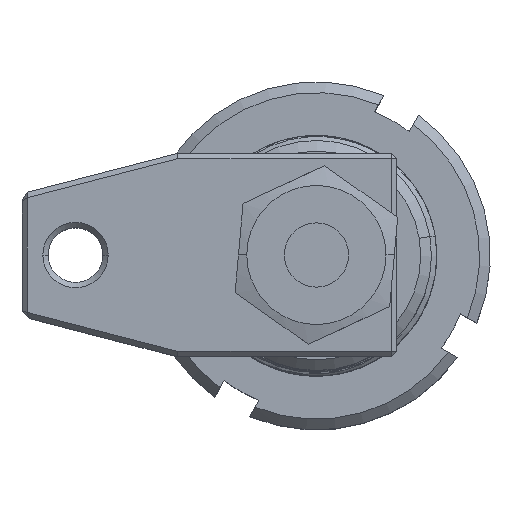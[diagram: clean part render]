
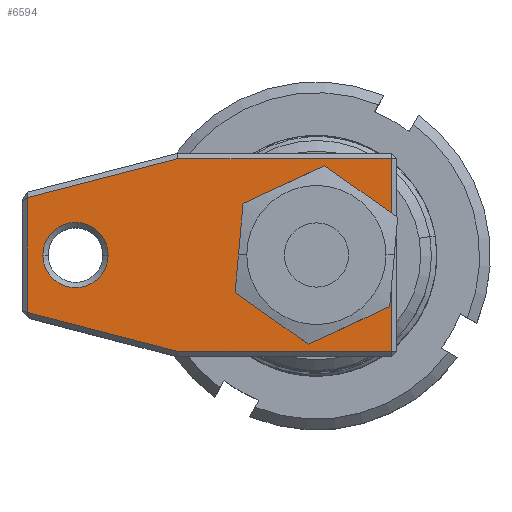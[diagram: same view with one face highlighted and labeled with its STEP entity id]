
A CAD part, top view. The second image highlights one B-rep face of the part: STEP entity #6594.
In plain terms, the highlighted planar face has unit normal (0, 0, 1).
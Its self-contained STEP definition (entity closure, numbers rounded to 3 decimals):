
#55 = VERTEX_POINT ( 'NONE', #4704 ) ;
#92 = EDGE_CURVE ( 'NONE', #55, #12431, #5437, .T. ) ;
#155 = PLANE ( 'NONE',  #9330 ) ;
#555 = VECTOR ( 'NONE', #10087, 1000. ) ;
#633 = AXIS2_PLACEMENT_3D ( 'NONE', #3850, #11748, #5005 ) ;
#889 = EDGE_CURVE ( 'NONE', #12572, #5461, #14063, .T. ) ;
#1246 = EDGE_LOOP ( 'NONE', ( #8645, #3991 ) ) ;
#1384 = VECTOR ( 'NONE', #6886, 1000. ) ;
#1442 = CARTESIAN_POINT ( 'NONE',  ( 20., 0., 19. ) ) ;
#1526 = DIRECTION ( 'NONE',  ( 1., 0., 0. ) ) ;
#1594 = DIRECTION ( 'NONE',  ( -0.968, -0.25, 0. ) ) ;
#2349 = VERTEX_POINT ( 'NONE', #12693 ) ;
#2586 = DIRECTION ( 'NONE',  ( 1., 0., 0. ) ) ;
#2632 = CARTESIAN_POINT ( 'NONE',  ( -5.872, 18., 19. ) ) ;
#2682 = DIRECTION ( 'NONE',  ( 0., -1., 0. ) ) ;
#2769 = CARTESIAN_POINT ( 'NONE',  ( -18.9, 0., 19. ) ) ;
#3147 = CARTESIAN_POINT ( 'NONE',  ( -5.749, -18.032, 19. ) ) ;
#3296 = CIRCLE ( 'NONE', #9630, 6.1 ) ;
#3505 = VERTEX_POINT ( 'NONE', #9468 ) ;
#3568 = DIRECTION ( 'NONE',  ( 0., 0., 1. ) ) ;
#3822 = CARTESIAN_POINT ( 'NONE',  ( -31.1, 0., 19. ) ) ;
#3827 = FACE_BOUND ( 'NONE', #12503, .T. ) ;
#3850 = CARTESIAN_POINT ( 'NONE',  ( 20., 0., 19. ) ) ;
#3991 = ORIENTED_EDGE ( 'NONE', *, *, #889, .T. ) ;
#4001 = AXIS2_PLACEMENT_3D ( 'NONE', #12310, #5578, #13430 ) ;
#4154 = EDGE_CURVE ( 'NONE', #2349, #5035, #5659, .T. ) ;
#4400 = LINE ( 'NONE', #4550, #1384 ) ;
#4463 = CARTESIAN_POINT ( 'NONE',  ( -6., 18., 19. ) ) ;
#4550 = CARTESIAN_POINT ( 'NONE',  ( 34., 19., 19. ) ) ;
#4704 = CARTESIAN_POINT ( 'NONE',  ( -5.872, -18., 19. ) ) ;
#4725 = VECTOR ( 'NONE', #2682, 1000. ) ;
#5005 = DIRECTION ( 'NONE',  ( 1., 0., 0. ) ) ;
#5035 = VERTEX_POINT ( 'NONE', #9181 ) ;
#5156 = ORIENTED_EDGE ( 'NONE', *, *, #13608, .T. ) ;
#5393 = EDGE_CURVE ( 'NONE', #5035, #2349, #14075, .T. ) ;
#5395 = DIRECTION ( 'NONE',  ( 0.968, -0.25, 0. ) ) ;
#5437 = LINE ( 'NONE', #11075, #14058 ) ;
#5461 = VERTEX_POINT ( 'NONE', #2769 ) ;
#5578 = DIRECTION ( 'NONE',  ( 0., 0., -1. ) ) ;
#5659 = CIRCLE ( 'NONE', #7367, 11.5 ) ;
#5724 = CARTESIAN_POINT ( 'NONE',  ( 34., -18., 19. ) ) ;
#5991 = VERTEX_POINT ( 'NONE', #6122 ) ;
#6122 = CARTESIAN_POINT ( 'NONE',  ( -34., 10.726, 19. ) ) ;
#6295 = DIRECTION ( 'NONE',  ( 0., 0., -1. ) ) ;
#6565 = ORIENTED_EDGE ( 'NONE', *, *, #6733, .T. ) ;
#6594 = ADVANCED_FACE ( 'NONE', ( #9837, #12821, #3827 ), #155, .T. ) ;
#6733 = EDGE_CURVE ( 'NONE', #5991, #14504, #7412, .T. ) ;
#6886 = DIRECTION ( 'NONE',  ( 0., 1., 0. ) ) ;
#6934 = LINE ( 'NONE', #4463, #555 ) ;
#7017 = LINE ( 'NONE', #8370, #11406 ) ;
#7367 = AXIS2_PLACEMENT_3D ( 'NONE', #1442, #9352, #2586 ) ;
#7412 = LINE ( 'NONE', #9445, #4725 ) ;
#7684 = LINE ( 'NONE', #3147, #13673 ) ;
#8005 = ORIENTED_EDGE ( 'NONE', *, *, #8780, .T. ) ;
#8088 = EDGE_CURVE ( 'NONE', #5461, #12572, #3296, .T. ) ;
#8168 = EDGE_LOOP ( 'NONE', ( #11943, #8005, #6565, #9311, #8922, #5156 ) ) ;
#8370 = CARTESIAN_POINT ( 'NONE',  ( -34.75, 10.532, 19. ) ) ;
#8645 = ORIENTED_EDGE ( 'NONE', *, *, #8088, .T. ) ;
#8752 = VERTEX_POINT ( 'NONE', #2632 ) ;
#8780 = EDGE_CURVE ( 'NONE', #8752, #5991, #7017, .T. ) ;
#8922 = ORIENTED_EDGE ( 'NONE', *, *, #92, .T. ) ;
#9181 = CARTESIAN_POINT ( 'NONE',  ( 8.5, 0., 19. ) ) ;
#9311 = ORIENTED_EDGE ( 'NONE', *, *, #9668, .T. ) ;
#9330 = AXIS2_PLACEMENT_3D ( 'NONE', #10321, #3568, #11458 ) ;
#9352 = DIRECTION ( 'NONE',  ( 0., 0., 1. ) ) ;
#9445 = CARTESIAN_POINT ( 'NONE',  ( -34., -11.5, 19. ) ) ;
#9468 = CARTESIAN_POINT ( 'NONE',  ( 34., 18., 19. ) ) ;
#9630 = AXIS2_PLACEMENT_3D ( 'NONE', #13013, #6295, #14127 ) ;
#9668 = EDGE_CURVE ( 'NONE', #14504, #55, #7684, .T. ) ;
#9837 = FACE_OUTER_BOUND ( 'NONE', #8168, .T. ) ;
#9924 = ORIENTED_EDGE ( 'NONE', *, *, #4154, .F. ) ;
#10087 = DIRECTION ( 'NONE',  ( -1., 0., 0. ) ) ;
#10321 = CARTESIAN_POINT ( 'NONE',  ( 0., 0., 19. ) ) ;
#11075 = CARTESIAN_POINT ( 'NONE',  ( 35., -18., 19. ) ) ;
#11406 = VECTOR ( 'NONE', #1594, 1000. ) ;
#11458 = DIRECTION ( 'NONE',  ( 1., 0., 0. ) ) ;
#11748 = DIRECTION ( 'NONE',  ( 0., 0., 1. ) ) ;
#11943 = ORIENTED_EDGE ( 'NONE', *, *, #12373, .T. ) ;
#12310 = CARTESIAN_POINT ( 'NONE',  ( -25., 0., 19. ) ) ;
#12373 = EDGE_CURVE ( 'NONE', #3505, #8752, #6934, .T. ) ;
#12431 = VERTEX_POINT ( 'NONE', #5724 ) ;
#12503 = EDGE_LOOP ( 'NONE', ( #9924, #13937 ) ) ;
#12572 = VERTEX_POINT ( 'NONE', #3822 ) ;
#12693 = CARTESIAN_POINT ( 'NONE',  ( 31.5, 0., 19. ) ) ;
#12821 = FACE_BOUND ( 'NONE', #1246, .T. ) ;
#13013 = CARTESIAN_POINT ( 'NONE',  ( -25., 0., 19. ) ) ;
#13243 = CARTESIAN_POINT ( 'NONE',  ( -34., -10.726, 19. ) ) ;
#13430 = DIRECTION ( 'NONE',  ( 1., 0., 0. ) ) ;
#13608 = EDGE_CURVE ( 'NONE', #12431, #3505, #4400, .T. ) ;
#13673 = VECTOR ( 'NONE', #5395, 1000. ) ;
#13937 = ORIENTED_EDGE ( 'NONE', *, *, #5393, .F. ) ;
#14058 = VECTOR ( 'NONE', #1526, 1000. ) ;
#14063 = CIRCLE ( 'NONE', #4001, 6.1 ) ;
#14075 = CIRCLE ( 'NONE', #633, 11.5 ) ;
#14127 = DIRECTION ( 'NONE',  ( 1., 0., 0. ) ) ;
#14504 = VERTEX_POINT ( 'NONE', #13243 ) ;
